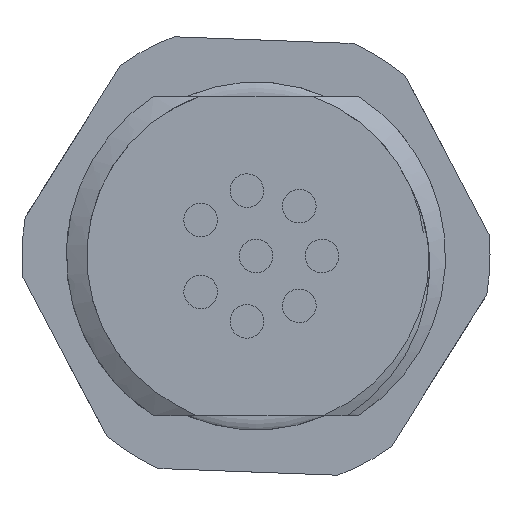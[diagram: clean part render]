
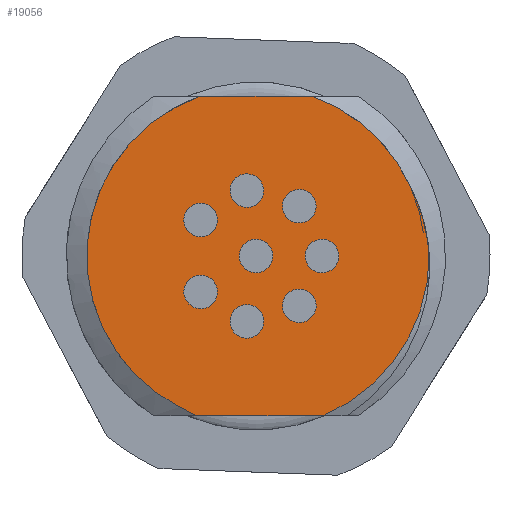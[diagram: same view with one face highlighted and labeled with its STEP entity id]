
A CAD part, front view. The second image highlights one B-rep face of the part: STEP entity #19056.
In plain terms, the highlighted planar face has unit normal (0, -1, 0).
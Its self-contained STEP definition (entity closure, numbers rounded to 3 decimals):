
#7122=CARTESIAN_POINT('',(-2.477,-8.,-6.65));
#7123=CARTESIAN_POINT('',(-2.559,-8.,-6.614));
#7124=CARTESIAN_POINT('',(-2.719,-8.,-6.54));
#7125=CARTESIAN_POINT('',(-2.956,-8.,-6.419));
#7126=CARTESIAN_POINT('',(-3.11,-8.,-6.333));
#7127=CARTESIAN_POINT('',(-3.187,-8.,-6.289));
#7140=CARTESIAN_POINT('',(0.,-8.,0.));
#7141=DIRECTION('',(0.,-1.,0.));
#7142=DIRECTION('',(-0.332,0.,0.943));
#7143=AXIS2_PLACEMENT_3D('',#7140,#7141,#7142);
#7173=DIRECTION('',(1.,0.,0.));
#7174=VECTOR('',#7173,4.682);
#7175=CARTESIAN_POINT('',(-2.341,-8.,6.65));
#7176=LINE('',#7175,#7174);
#7177=DIRECTION('',(-1.,0.,0.));
#7178=VECTOR('',#7177,5.284);
#7179=CARTESIAN_POINT('',(2.806,-8.,-6.65));
#7180=LINE('',#7179,#7178);
#7181=CARTESIAN_POINT('',(-2.306,-8.,-1.498));
#7182=DIRECTION('',(0.,1.,0.));
#7183=DIRECTION('',(0.407,0.,0.914));
#7184=AXIS2_PLACEMENT_3D('',#7181,#7182,#7183);
#7186=CARTESIAN_POINT('',(-2.306,-8.,-1.498));
#7187=DIRECTION('',(0.,1.,0.));
#7188=DIRECTION('',(-0.407,0.,-0.914));
#7189=AXIS2_PLACEMENT_3D('',#7186,#7187,#7188);
#7191=CARTESIAN_POINT('',(-0.383,-8.,-2.723));
#7192=DIRECTION('',(0.,1.,0.));
#7193=DIRECTION('',(-0.423,0.,0.906));
#7194=AXIS2_PLACEMENT_3D('',#7191,#7192,#7193);
#7196=CARTESIAN_POINT('',(-0.383,-8.,-2.723));
#7197=DIRECTION('',(0.,1.,0.));
#7198=DIRECTION('',(0.423,0.,-0.906));
#7199=AXIS2_PLACEMENT_3D('',#7196,#7197,#7198);
#7201=CARTESIAN_POINT('',(1.804,-8.,-2.075));
#7202=DIRECTION('',(0.,1.,0.));
#7203=DIRECTION('',(-0.961,0.,0.276));
#7204=AXIS2_PLACEMENT_3D('',#7201,#7202,#7203);
#7206=CARTESIAN_POINT('',(1.804,-8.,-2.075));
#7207=DIRECTION('',(0.,1.,0.));
#7208=DIRECTION('',(0.961,0.,-0.276));
#7209=AXIS2_PLACEMENT_3D('',#7206,#7207,#7208);
#7211=CARTESIAN_POINT('',(2.75,-8.,0.));
#7212=DIRECTION('',(0.,1.,0.));
#7213=DIRECTION('',(-0.839,0.,-0.545));
#7214=AXIS2_PLACEMENT_3D('',#7211,#7212,#7213);
#7216=CARTESIAN_POINT('',(2.75,-8.,0.));
#7217=DIRECTION('',(0.,1.,0.));
#7218=DIRECTION('',(0.839,0.,0.545));
#7219=AXIS2_PLACEMENT_3D('',#7216,#7217,#7218);
#7221=CARTESIAN_POINT('',(1.804,-8.,2.075));
#7222=DIRECTION('',(0.,1.,0.));
#7223=DIRECTION('',(-0.139,0.,-0.99));
#7224=AXIS2_PLACEMENT_3D('',#7221,#7222,#7223);
#7226=CARTESIAN_POINT('',(1.804,-8.,2.075));
#7227=DIRECTION('',(0.,1.,0.));
#7228=DIRECTION('',(0.139,0.,0.99));
#7229=AXIS2_PLACEMENT_3D('',#7226,#7227,#7228);
#7231=CARTESIAN_POINT('',(-0.383,-8.,2.723));
#7232=DIRECTION('',(0.,1.,0.));
#7233=DIRECTION('',(0.656,0.,-0.755));
#7234=AXIS2_PLACEMENT_3D('',#7231,#7232,#7233);
#7236=CARTESIAN_POINT('',(-0.383,-8.,2.723));
#7237=DIRECTION('',(0.,1.,0.));
#7238=DIRECTION('',(-0.656,0.,0.755));
#7239=AXIS2_PLACEMENT_3D('',#7236,#7237,#7238);
#7241=CARTESIAN_POINT('',(-2.306,-8.,1.498));
#7242=DIRECTION('',(0.,1.,0.));
#7243=DIRECTION('',(1.,0.,0.));
#7244=AXIS2_PLACEMENT_3D('',#7241,#7242,#7243);
#7246=CARTESIAN_POINT('',(-2.306,-8.,1.498));
#7247=DIRECTION('',(0.,1.,0.));
#7248=DIRECTION('',(-1.,0.,0.));
#7249=AXIS2_PLACEMENT_3D('',#7246,#7247,#7248);
#7251=CARTESIAN_POINT('',(0.,-8.,0.));
#7252=DIRECTION('',(0.,1.,0.));
#7253=DIRECTION('',(0.407,0.,0.914));
#7254=AXIS2_PLACEMENT_3D('',#7251,#7252,#7253);
#7256=CARTESIAN_POINT('',(0.,-8.,0.));
#7257=DIRECTION('',(0.,1.,0.));
#7258=DIRECTION('',(-0.407,0.,-0.914));
#7259=AXIS2_PLACEMENT_3D('',#7256,#7257,#7258);
#7319=CARTESIAN_POINT('',(0.,-8.,0.));
#7320=DIRECTION('',(0.,-1.,0.));
#7321=DIRECTION('',(0.912,0.,0.41));
#7322=AXIS2_PLACEMENT_3D('',#7319,#7320,#7321);
#7723=CARTESIAN_POINT('',(6.431,-8.,2.888));
#7724=CARTESIAN_POINT('',(6.52,-8.,2.717));
#7725=CARTESIAN_POINT('',(6.684,-8.,2.37));
#7726=CARTESIAN_POINT('',(6.887,-8.,1.827));
#7727=CARTESIAN_POINT('',(7.045,-8.,1.269));
#7728=CARTESIAN_POINT('',(7.159,-8.,0.696));
#7729=CARTESIAN_POINT('',(7.203,-8.,0.309));
#7730=CARTESIAN_POINT('',(7.217,-8.,0.114));
#7739=CARTESIAN_POINT('',(0.,-8.,0.));
#7740=DIRECTION('',(0.,1.,0.));
#7741=DIRECTION('',(1.,0.,0.016));
#7742=AXIS2_PLACEMENT_3D('',#7739,#7740,#7741);
#8327=CARTESIAN_POINT('',(-2.341,-8.,6.65));
#8328=CARTESIAN_POINT('',(2.341,-8.,6.65));
#8329=VERTEX_POINT('',#8327);
#8330=VERTEX_POINT('',#8328);
#8331=CARTESIAN_POINT('',(2.806,-8.,-6.65));
#8332=CARTESIAN_POINT('',(-2.477,-8.,-6.65));
#8333=VERTEX_POINT('',#8331);
#8334=VERTEX_POINT('',#8332);
#8445=CARTESIAN_POINT('',(6.431,-8.,2.888));
#8446=VERTEX_POINT('',#8445);
#8447=CARTESIAN_POINT('',(7.217,-8.,0.114));
#8448=VERTEX_POINT('',#8447);
#8449=VERTEX_POINT('',#7127);
#9660=CARTESIAN_POINT('',(-2.022,-8.,-0.858));
#9661=CARTESIAN_POINT('',(-2.591,-8.,-2.137));
#9662=VERTEX_POINT('',#9660);
#9663=VERTEX_POINT('',#9661);
#9668=CARTESIAN_POINT('',(-0.679,-8.,-2.089));
#9669=CARTESIAN_POINT('',(-0.087,-8.,-3.358));
#9670=VERTEX_POINT('',#9668);
#9671=VERTEX_POINT('',#9669);
#9676=CARTESIAN_POINT('',(1.131,-8.,-1.883));
#9677=CARTESIAN_POINT('',(2.477,-8.,-2.268));
#9678=VERTEX_POINT('',#9676);
#9679=VERTEX_POINT('',#9677);
#9684=CARTESIAN_POINT('',(2.163,-8.,-0.381));
#9685=CARTESIAN_POINT('',(3.337,-8.,0.381));
#9686=VERTEX_POINT('',#9684);
#9687=VERTEX_POINT('',#9685);
#9692=CARTESIAN_POINT('',(1.707,-8.,1.382));
#9693=CARTESIAN_POINT('',(1.902,-8.,2.769));
#9694=VERTEX_POINT('',#9692);
#9695=VERTEX_POINT('',#9693);
#9700=CARTESIAN_POINT('',(0.077,-8.,2.195));
#9701=CARTESIAN_POINT('',(-0.842,-8.,3.252));
#9702=VERTEX_POINT('',#9700);
#9703=VERTEX_POINT('',#9701);
#9708=CARTESIAN_POINT('',(-1.606,-8.,1.498));
#9709=CARTESIAN_POINT('',(-3.006,-8.,1.498));
#9710=VERTEX_POINT('',#9708);
#9711=VERTEX_POINT('',#9709);
#9716=CARTESIAN_POINT('',(0.285,-8.,0.639));
#9717=CARTESIAN_POINT('',(-0.285,-8.,-0.639));
#9718=VERTEX_POINT('',#9716);
#9719=VERTEX_POINT('',#9717);
#18991=CARTESIAN_POINT('',(0.,-8.,0.));
#18992=DIRECTION('',(0.,-1.,0.));
#18993=DIRECTION('',(1.,0.,0.));
#18994=AXIS2_PLACEMENT_3D('',#18991,#18992,#18993);
#18995=PLANE('',#18994);
#18996=ORIENTED_EDGE('',*,*,#18011,.T.);
#18998=ORIENTED_EDGE('',*,*,#18997,.F.);
#19000=ORIENTED_EDGE('',*,*,#18999,.T.);
#19002=ORIENTED_EDGE('',*,*,#19001,.T.);
#19003=ORIENTED_EDGE('',*,*,#18213,.T.);
#19004=ORIENTED_EDGE('',*,*,#18972,.T.);
#19005=ORIENTED_EDGE('',*,*,#18985,.F.);
#19006=EDGE_LOOP('',(#18996,#18998,#19000,#19002,#19003,#19004,#19005));
#19007=FACE_OUTER_BOUND('',#19006,.F.);
#19009=ORIENTED_EDGE('',*,*,#19008,.F.);
#19011=ORIENTED_EDGE('',*,*,#19010,.F.);
#19012=EDGE_LOOP('',(#19009,#19011));
#19013=FACE_BOUND('',#19012,.F.);
#19015=ORIENTED_EDGE('',*,*,#19014,.F.);
#19017=ORIENTED_EDGE('',*,*,#19016,.F.);
#19018=EDGE_LOOP('',(#19015,#19017));
#19019=FACE_BOUND('',#19018,.F.);
#19021=ORIENTED_EDGE('',*,*,#19020,.F.);
#19023=ORIENTED_EDGE('',*,*,#19022,.F.);
#19024=EDGE_LOOP('',(#19021,#19023));
#19025=FACE_BOUND('',#19024,.F.);
#19027=ORIENTED_EDGE('',*,*,#19026,.F.);
#19029=ORIENTED_EDGE('',*,*,#19028,.F.);
#19030=EDGE_LOOP('',(#19027,#19029));
#19031=FACE_BOUND('',#19030,.F.);
#19033=ORIENTED_EDGE('',*,*,#19032,.F.);
#19035=ORIENTED_EDGE('',*,*,#19034,.F.);
#19036=EDGE_LOOP('',(#19033,#19035));
#19037=FACE_BOUND('',#19036,.F.);
#19039=ORIENTED_EDGE('',*,*,#19038,.F.);
#19041=ORIENTED_EDGE('',*,*,#19040,.F.);
#19042=EDGE_LOOP('',(#19039,#19041));
#19043=FACE_BOUND('',#19042,.F.);
#19045=ORIENTED_EDGE('',*,*,#19044,.F.);
#19047=ORIENTED_EDGE('',*,*,#19046,.F.);
#19048=EDGE_LOOP('',(#19045,#19047));
#19049=FACE_BOUND('',#19048,.F.);
#19051=ORIENTED_EDGE('',*,*,#19050,.F.);
#19053=ORIENTED_EDGE('',*,*,#19052,.F.);
#19054=EDGE_LOOP('',(#19051,#19053));
#19055=FACE_BOUND('',#19054,.F.);
#7128=B_SPLINE_CURVE_WITH_KNOTS('',3,(#7122,#7123,#7124,#7125,#7126,#7127),
.UNSPECIFIED.,.F.,.F.,(4,1,1,4),(0.,0.333,0.667,1.),
.UNSPECIFIED.);
#7144=CIRCLE('',#7143,7.05);
#7185=CIRCLE('',#7184,0.7);
#7190=CIRCLE('',#7189,0.7);
#7195=CIRCLE('',#7194,0.7);
#7200=CIRCLE('',#7199,0.7);
#7205=CIRCLE('',#7204,0.7);
#7210=CIRCLE('',#7209,0.7);
#7215=CIRCLE('',#7214,0.7);
#7220=CIRCLE('',#7219,0.7);
#7225=CIRCLE('',#7224,0.7);
#7230=CIRCLE('',#7229,0.7);
#7235=CIRCLE('',#7234,0.7);
#7240=CIRCLE('',#7239,0.7);
#7245=CIRCLE('',#7244,0.7);
#7250=CIRCLE('',#7249,0.7);
#7255=CIRCLE('',#7254,0.7);
#7260=CIRCLE('',#7259,0.7);
#7323=CIRCLE('',#7322,7.05);
#7731=B_SPLINE_CURVE_WITH_KNOTS('',3,(#7723,#7724,#7725,#7726,#7727,#7728,#7729,
#7730),.UNSPECIFIED.,.F.,.F.,(4,1,1,1,1,4),(0.,0.2,0.4,0.6,0.8,1.),
.UNSPECIFIED.);
#7743=CIRCLE('',#7742,7.218);
#18011=EDGE_CURVE('',#8329,#8330,#7176,.T.);
#18213=EDGE_CURVE('',#8333,#8334,#7180,.T.);
#18972=EDGE_CURVE('',#8334,#8449,#7128,.T.);
#18985=EDGE_CURVE('',#8329,#8449,#7144,.T.);
#18997=EDGE_CURVE('',#8446,#8330,#7323,.T.);
#18999=EDGE_CURVE('',#8446,#8448,#7731,.T.);
#19001=EDGE_CURVE('',#8448,#8333,#7743,.T.);
#19008=EDGE_CURVE('',#9662,#9663,#7185,.T.);
#19010=EDGE_CURVE('',#9663,#9662,#7190,.T.);
#19014=EDGE_CURVE('',#9670,#9671,#7195,.T.);
#19016=EDGE_CURVE('',#9671,#9670,#7200,.T.);
#19020=EDGE_CURVE('',#9678,#9679,#7205,.T.);
#19022=EDGE_CURVE('',#9679,#9678,#7210,.T.);
#19026=EDGE_CURVE('',#9686,#9687,#7215,.T.);
#19028=EDGE_CURVE('',#9687,#9686,#7220,.T.);
#19032=EDGE_CURVE('',#9694,#9695,#7225,.T.);
#19034=EDGE_CURVE('',#9695,#9694,#7230,.T.);
#19038=EDGE_CURVE('',#9702,#9703,#7235,.T.);
#19040=EDGE_CURVE('',#9703,#9702,#7240,.T.);
#19044=EDGE_CURVE('',#9710,#9711,#7245,.T.);
#19046=EDGE_CURVE('',#9711,#9710,#7250,.T.);
#19050=EDGE_CURVE('',#9718,#9719,#7255,.T.);
#19052=EDGE_CURVE('',#9719,#9718,#7260,.T.);
#19056=ADVANCED_FACE('',(#19007,#19013,#19019,#19025,#19031,#19037,#19043,
#19049,#19055),#18995,.T.);
